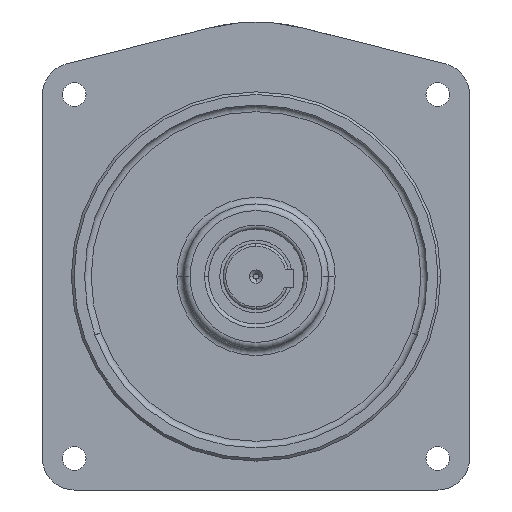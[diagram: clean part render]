
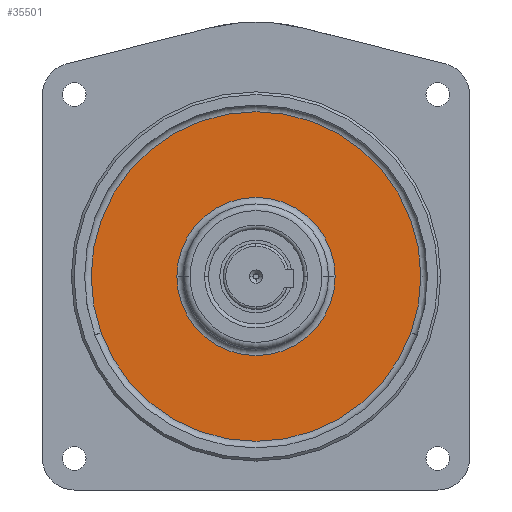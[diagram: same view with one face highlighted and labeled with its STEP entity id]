
A CAD part, front view. The second image highlights one B-rep face of the part: STEP entity #35501.
In plain terms, the highlighted planar face has unit normal (0, -1, 0).
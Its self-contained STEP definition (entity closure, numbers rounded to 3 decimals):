
#914 = EDGE_CURVE ( 'NONE', #27130, #17010, #30950, .T. ) ;
#2405 = CARTESIAN_POINT ( 'NONE',  ( 0., 0., -51. ) ) ;
#2544 = ORIENTED_EDGE ( 'NONE', *, *, #9602, .F. ) ;
#4615 = CIRCLE ( 'NONE', #35842, 60. ) ;
#5416 = EDGE_CURVE ( 'NONE', #17010, #27130, #18534, .T. ) ;
#9602 = EDGE_CURVE ( 'NONE', #14298, #14855, #4615, .T. ) ;
#13005 = CARTESIAN_POINT ( 'NONE',  ( 117.5, 0., -93.647 ) ) ;
#14006 = AXIS2_PLACEMENT_3D ( 'NONE', #53472, #40722, #36796 ) ;
#14298 = VERTEX_POINT ( 'NONE', #29423 ) ;
#14855 = VERTEX_POINT ( 'NONE', #33003 ) ;
#16654 = PLANE ( 'NONE',  #43384 ) ;
#17010 = VERTEX_POINT ( 'NONE', #13005 ) ;
#17826 = DIRECTION ( 'NONE',  ( -1., 0., 0. ) ) ;
#17975 = ORIENTED_EDGE ( 'NONE', *, *, #18217, .F. ) ;
#18108 = DIRECTION ( 'NONE',  ( 0., -1., 0. ) ) ;
#18217 = EDGE_CURVE ( 'NONE', #14855, #14298, #52177, .T. ) ;
#18534 = CIRCLE ( 'NONE', #51495, 125. ) ;
#19553 = EDGE_LOOP ( 'NONE', ( #28244, #38385 ) ) ;
#20717 = DIRECTION ( 'NONE',  ( 0., -1., 0. ) ) ;
#21554 = DIRECTION ( 'NONE',  ( 1., 0., 0. ) ) ;
#21854 = CARTESIAN_POINT ( 'NONE',  ( 0., 0., -51. ) ) ;
#26215 = CARTESIAN_POINT ( 'NONE',  ( 0., 0., -51. ) ) ;
#27130 = VERTEX_POINT ( 'NONE', #54356 ) ;
#28244 = ORIENTED_EDGE ( 'NONE', *, *, #5416, .F. ) ;
#28904 = DIRECTION ( 'NONE',  ( 0.94, 0., -0.341 ) ) ;
#29423 = CARTESIAN_POINT ( 'NONE',  ( -60., 0., -51. ) ) ;
#30950 = CIRCLE ( 'NONE', #14006, 125. ) ;
#31905 = EDGE_LOOP ( 'NONE', ( #2544, #17975 ) ) ;
#33003 = CARTESIAN_POINT ( 'NONE',  ( 60., 0., -51. ) ) ;
#33121 = FACE_OUTER_BOUND ( 'NONE', #19553, .T. ) ;
#35501 = ADVANCED_FACE ( 'NONE', ( #33121, #38159 ), #16654, .F. ) ;
#35842 = AXIS2_PLACEMENT_3D ( 'NONE', #26215, #18108, #17826 ) ;
#36796 = DIRECTION ( 'NONE',  ( -0.94, 0., -0.341 ) ) ;
#37599 = DIRECTION ( 'NONE',  ( 1., 0., 0. ) ) ;
#38159 = FACE_BOUND ( 'NONE', #31905, .T. ) ;
#38385 = ORIENTED_EDGE ( 'NONE', *, *, #914, .F. ) ;
#39747 = AXIS2_PLACEMENT_3D ( 'NONE', #21854, #20717, #21554 ) ;
#40722 = DIRECTION ( 'NONE',  ( 0., 1., 0. ) ) ;
#43384 = AXIS2_PLACEMENT_3D ( 'NONE', #45680, #54278, #37599 ) ;
#45680 = CARTESIAN_POINT ( 'NONE',  ( 0., 0., 0. ) ) ;
#45931 = DIRECTION ( 'NONE',  ( 0., 1., 0. ) ) ;
#51495 = AXIS2_PLACEMENT_3D ( 'NONE', #2405, #45931, #28904 ) ;
#52177 = CIRCLE ( 'NONE', #39747, 60. ) ;
#53472 = CARTESIAN_POINT ( 'NONE',  ( 0., 0., -51. ) ) ;
#54278 = DIRECTION ( 'NONE',  ( 0., 1., 0. ) ) ;
#54356 = CARTESIAN_POINT ( 'NONE',  ( -117.5, 0., -93.647 ) ) ;
